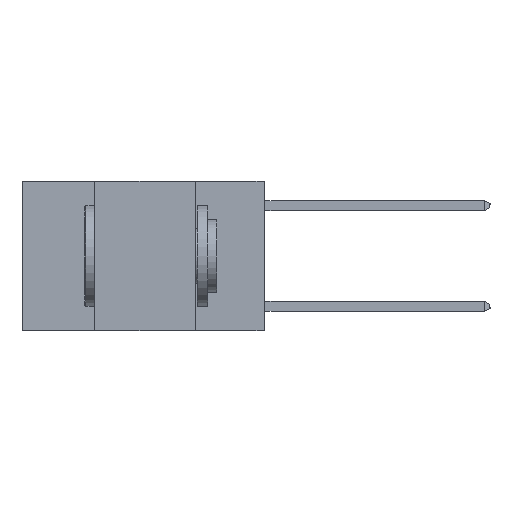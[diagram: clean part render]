
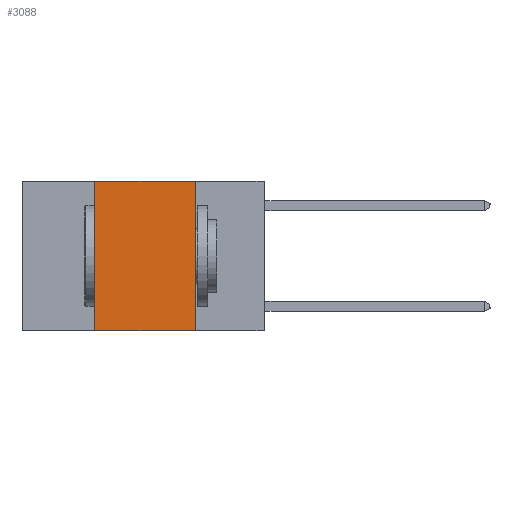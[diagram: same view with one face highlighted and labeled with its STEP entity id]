
A CAD part, left-side view. The second image highlights one B-rep face of the part: STEP entity #3088.
In plain terms, the highlighted planar face has unit normal (-1, 0, 0).
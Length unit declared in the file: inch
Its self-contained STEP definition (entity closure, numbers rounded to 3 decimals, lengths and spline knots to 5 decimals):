
#144 = EDGE_LOOP ( 'NONE', ( #7139, #1442, #10277, #9577 ) ) ;
#316 = EDGE_CURVE ( 'NONE', #4083, #2411, #10305, .T. ) ;
#590 = VECTOR ( 'NONE', #6365, 39.37008 ) ;
#1144 = FACE_OUTER_BOUND ( 'NONE', #144, .T. ) ;
#1442 = ORIENTED_EDGE ( 'NONE', *, *, #316, .F. ) ;
#1610 = CARTESIAN_POINT ( 'NONE',  ( 0., 0.6, 0. ) ) ;
#1828 = CARTESIAN_POINT ( 'NONE',  ( 0., 0.42, 0. ) ) ;
#1878 = CARTESIAN_POINT ( 'NONE',  ( 0., 0.17, -0.37 ) ) ;
#2411 = VERTEX_POINT ( 'NONE', #7128 ) ;
#2591 = VERTEX_POINT ( 'NONE', #1878 ) ;
#2751 = DIRECTION ( 'NONE',  ( 0., -1., 0. ) ) ;
#3088 = ADVANCED_FACE ( 'NONE', ( #1144 ), #8759, .F. ) ;
#4003 = DIRECTION ( 'NONE',  ( 1., 0., 0. ) ) ;
#4083 = VERTEX_POINT ( 'NONE', #1828 ) ;
#5098 = VECTOR ( 'NONE', #5160, 39.37008 ) ;
#5160 = DIRECTION ( 'NONE',  ( 0., 0., -1. ) ) ;
#5233 = DIRECTION ( 'NONE',  ( 0., 0., 1. ) ) ;
#5569 = CARTESIAN_POINT ( 'NONE',  ( 0., 0.42, -0.37 ) ) ;
#6072 = LINE ( 'NONE', #10033, #6340 ) ;
#6340 = VECTOR ( 'NONE', #5233, 39.37008 ) ;
#6365 = DIRECTION ( 'NONE',  ( 0., -1., 0. ) ) ;
#6570 = CARTESIAN_POINT ( 'NONE',  ( 0., 0.6, -0.37 ) ) ;
#6858 = LINE ( 'NONE', #10792, #5098 ) ;
#7128 = CARTESIAN_POINT ( 'NONE',  ( 0., 0.17, 0. ) ) ;
#7139 = ORIENTED_EDGE ( 'NONE', *, *, #11108, .F. ) ;
#7758 = CARTESIAN_POINT ( 'NONE',  ( 0., 0.6, 0. ) ) ;
#7815 = DIRECTION ( 'NONE',  ( 0., 0., -1. ) ) ;
#8663 = LINE ( 'NONE', #6570, #10760 ) ;
#8759 = PLANE ( 'NONE',  #9066 ) ;
#9066 = AXIS2_PLACEMENT_3D ( 'NONE', #7758, #4003, #7815 ) ;
#9577 = ORIENTED_EDGE ( 'NONE', *, *, #11088, .T. ) ;
#10033 = CARTESIAN_POINT ( 'NONE',  ( 0., 0.42, 0. ) ) ;
#10277 = ORIENTED_EDGE ( 'NONE', *, *, #11225, .F. ) ;
#10305 = LINE ( 'NONE', #1610, #590 ) ;
#10760 = VECTOR ( 'NONE', #2751, 39.37008 ) ;
#10792 = CARTESIAN_POINT ( 'NONE',  ( 0., 0.17, 0. ) ) ;
#11088 = EDGE_CURVE ( 'NONE', #11648, #2591, #8663, .T. ) ;
#11108 = EDGE_CURVE ( 'NONE', #2411, #2591, #6858, .T. ) ;
#11225 = EDGE_CURVE ( 'NONE', #11648, #4083, #6072, .T. ) ;
#11648 = VERTEX_POINT ( 'NONE', #5569 ) ;
